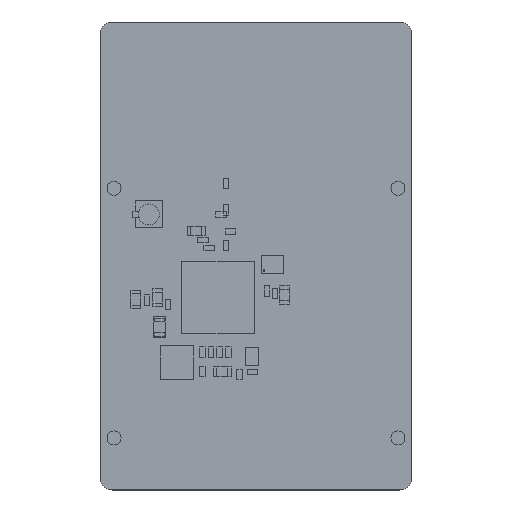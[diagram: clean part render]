
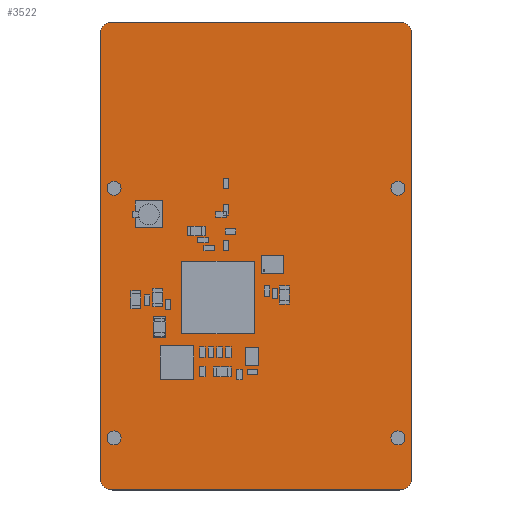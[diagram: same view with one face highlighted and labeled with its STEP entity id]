
A CAD part, top view. The second image highlights one B-rep face of the part: STEP entity #3522.
In plain terms, the highlighted planar face has unit normal (0, 0, 1).
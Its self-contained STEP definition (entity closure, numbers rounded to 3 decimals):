
#655=FACE_BOUND('',#897,.T.);
#656=FACE_BOUND('',#898,.T.);
#657=FACE_BOUND('',#899,.T.);
#658=FACE_BOUND('',#900,.T.);
#659=CIRCLE('',#4008,1.198);
#661=CIRCLE('',#4012,1.198);
#663=CIRCLE('',#4016,1.198);
#665=CIRCLE('',#4020,1.198);
#667=CIRCLE('',#4023,0.675);
#670=CIRCLE('',#4026,0.675);
#671=CIRCLE('',#4028,0.675);
#674=CIRCLE('',#4031,0.675);
#675=CIRCLE('',#4033,0.675);
#678=CIRCLE('',#4036,0.675);
#679=CIRCLE('',#4038,0.675);
#682=CIRCLE('',#4041,0.675);
#709=FACE_OUTER_BOUND('',#896,.T.);
#896=EDGE_LOOP('',(#2589,#2590,#2591,#2592,#2593,#2594,#2595,#2596));
#897=EDGE_LOOP('',(#2597,#2598));
#898=EDGE_LOOP('',(#2599,#2600));
#899=EDGE_LOOP('',(#2601,#2602));
#900=EDGE_LOOP('',(#2603,#2604));
#1071=LINE('',#5724,#1452);
#1075=LINE('',#5736,#1456);
#1079=LINE('',#5748,#1460);
#1083=LINE('',#5760,#1464);
#1452=VECTOR('',#4455,1.);
#1456=VECTOR('',#4467,1.);
#1460=VECTOR('',#4479,1.);
#1464=VECTOR('',#4491,1.);
#1833=VERTEX_POINT('',#5721);
#1834=VERTEX_POINT('',#5723);
#1836=VERTEX_POINT('',#5729);
#1838=VERTEX_POINT('',#5735);
#1840=VERTEX_POINT('',#5741);
#1842=VERTEX_POINT('',#5747);
#1844=VERTEX_POINT('',#5753);
#1846=VERTEX_POINT('',#5759);
#1848=VERTEX_POINT('',#5768);
#1849=VERTEX_POINT('',#5769);
#1852=VERTEX_POINT('',#5778);
#1853=VERTEX_POINT('',#5779);
#1856=VERTEX_POINT('',#5788);
#1857=VERTEX_POINT('',#5789);
#1860=VERTEX_POINT('',#5798);
#1861=VERTEX_POINT('',#5799);
#2109=EDGE_CURVE('',#1833,#1834,#1071,.T.);
#2112=EDGE_CURVE('',#1834,#1836,#659,.T.);
#2115=EDGE_CURVE('',#1836,#1838,#1075,.T.);
#2118=EDGE_CURVE('',#1838,#1840,#661,.T.);
#2121=EDGE_CURVE('',#1840,#1842,#1079,.T.);
#2124=EDGE_CURVE('',#1842,#1844,#663,.T.);
#2127=EDGE_CURVE('',#1844,#1846,#1083,.T.);
#2130=EDGE_CURVE('',#1846,#1833,#665,.T.);
#2132=EDGE_CURVE('',#1848,#1849,#667,.T.);
#2136=EDGE_CURVE('',#1849,#1848,#670,.T.);
#2137=EDGE_CURVE('',#1852,#1853,#671,.T.);
#2141=EDGE_CURVE('',#1853,#1852,#674,.T.);
#2142=EDGE_CURVE('',#1856,#1857,#675,.T.);
#2146=EDGE_CURVE('',#1857,#1856,#678,.T.);
#2147=EDGE_CURVE('',#1860,#1861,#679,.T.);
#2151=EDGE_CURVE('',#1861,#1860,#682,.T.);
#2589=ORIENTED_EDGE('',*,*,#2109,.F.);
#2590=ORIENTED_EDGE('',*,*,#2130,.F.);
#2591=ORIENTED_EDGE('',*,*,#2127,.F.);
#2592=ORIENTED_EDGE('',*,*,#2124,.F.);
#2593=ORIENTED_EDGE('',*,*,#2121,.F.);
#2594=ORIENTED_EDGE('',*,*,#2118,.F.);
#2595=ORIENTED_EDGE('',*,*,#2115,.F.);
#2596=ORIENTED_EDGE('',*,*,#2112,.F.);
#2597=ORIENTED_EDGE('',*,*,#2132,.F.);
#2598=ORIENTED_EDGE('',*,*,#2136,.F.);
#2599=ORIENTED_EDGE('',*,*,#2137,.F.);
#2600=ORIENTED_EDGE('',*,*,#2141,.F.);
#2601=ORIENTED_EDGE('',*,*,#2142,.F.);
#2602=ORIENTED_EDGE('',*,*,#2146,.F.);
#2603=ORIENTED_EDGE('',*,*,#2147,.F.);
#2604=ORIENTED_EDGE('',*,*,#2151,.F.);
#3340=PLANE('',#4043);
#3522=ADVANCED_FACE('',(#709,#655,#656,#657,#658),#3340,.T.);
#4008=AXIS2_PLACEMENT_3D('',#5730,#4460,#4461);
#4012=AXIS2_PLACEMENT_3D('',#5742,#4472,#4473);
#4016=AXIS2_PLACEMENT_3D('',#5754,#4484,#4485);
#4020=AXIS2_PLACEMENT_3D('',#5765,#4496,#4497);
#4023=AXIS2_PLACEMENT_3D('',#5770,#4502,#4503);
#4026=AXIS2_PLACEMENT_3D('',#5776,#4509,#4510);
#4028=AXIS2_PLACEMENT_3D('',#5780,#4513,#4514);
#4031=AXIS2_PLACEMENT_3D('',#5786,#4520,#4521);
#4033=AXIS2_PLACEMENT_3D('',#5790,#4524,#4525);
#4036=AXIS2_PLACEMENT_3D('',#5796,#4531,#4532);
#4038=AXIS2_PLACEMENT_3D('',#5800,#4535,#4536);
#4041=AXIS2_PLACEMENT_3D('',#5806,#4542,#4543);
#4043=AXIS2_PLACEMENT_3D('',#5808,#4546,#4547);
#4455=DIRECTION('',(0.,1.,0.));
#4460=DIRECTION('center_axis',(0.,0.,-1.));
#4461=DIRECTION('ref_axis',(-1.,-0.001,0.));
#4467=DIRECTION('',(1.,0.,0.));
#4472=DIRECTION('center_axis',(0.,0.,-1.));
#4473=DIRECTION('ref_axis',(-0.001,1.,0.));
#4479=DIRECTION('',(0.,-1.,0.));
#4484=DIRECTION('center_axis',(0.,0.,-1.));
#4485=DIRECTION('ref_axis',(1.,0.001,0.));
#4491=DIRECTION('',(-1.,0.,0.));
#4496=DIRECTION('center_axis',(0.,0.,-1.));
#4497=DIRECTION('ref_axis',(0.001,-1.,0.));
#4502=DIRECTION('center_axis',(0.,0.,1.));
#4503=DIRECTION('ref_axis',(1.,0.,0.));
#4509=DIRECTION('center_axis',(0.,0.,1.));
#4510=DIRECTION('ref_axis',(1.,0.,0.));
#4513=DIRECTION('center_axis',(0.,0.,1.));
#4514=DIRECTION('ref_axis',(1.,0.,0.));
#4520=DIRECTION('center_axis',(0.,0.,1.));
#4521=DIRECTION('ref_axis',(1.,0.,0.));
#4524=DIRECTION('center_axis',(0.,0.,1.));
#4525=DIRECTION('ref_axis',(1.,0.,0.));
#4531=DIRECTION('center_axis',(0.,0.,1.));
#4532=DIRECTION('ref_axis',(1.,0.,0.));
#4535=DIRECTION('center_axis',(0.,0.,1.));
#4536=DIRECTION('ref_axis',(1.,0.,0.));
#4542=DIRECTION('center_axis',(0.,0.,1.));
#4543=DIRECTION('ref_axis',(1.,0.,0.));
#4546=DIRECTION('center_axis',(0.,0.,1.));
#4547=DIRECTION('ref_axis',(1.,0.,0.));
#5721=CARTESIAN_POINT('',(0.,1.2,0.));
#5723=CARTESIAN_POINT('',(0.,43.8,0.));
#5724=CARTESIAN_POINT('',(0.,1.2,0.));
#5729=CARTESIAN_POINT('',(1.2,45.,0.));
#5730=CARTESIAN_POINT('Origin',(1.198,43.802,0.));
#5735=CARTESIAN_POINT('',(28.8,45.,0.));
#5736=CARTESIAN_POINT('',(1.2,45.,0.));
#5741=CARTESIAN_POINT('',(30.,43.8,0.));
#5742=CARTESIAN_POINT('Origin',(28.802,43.802,0.));
#5747=CARTESIAN_POINT('',(30.,1.2,0.));
#5748=CARTESIAN_POINT('',(30.,43.8,0.));
#5753=CARTESIAN_POINT('',(28.8,0.,0.));
#5754=CARTESIAN_POINT('Origin',(28.802,1.198,0.));
#5759=CARTESIAN_POINT('',(1.2,0.,0.));
#5760=CARTESIAN_POINT('',(28.8,0.,0.));
#5765=CARTESIAN_POINT('Origin',(1.198,1.198,0.));
#5768=CARTESIAN_POINT('',(2.023,5.,0.));
#5769=CARTESIAN_POINT('',(0.673,5.,0.));
#5770=CARTESIAN_POINT('Origin',(1.348,5.,0.));
#5776=CARTESIAN_POINT('Origin',(1.348,5.,0.));
#5778=CARTESIAN_POINT('',(2.023,29.,0.));
#5779=CARTESIAN_POINT('',(0.673,29.,0.));
#5780=CARTESIAN_POINT('Origin',(1.348,29.,0.));
#5786=CARTESIAN_POINT('Origin',(1.348,29.,0.));
#5788=CARTESIAN_POINT('',(29.327,5.,0.));
#5789=CARTESIAN_POINT('',(27.977,5.,0.));
#5790=CARTESIAN_POINT('Origin',(28.652,5.,0.));
#5796=CARTESIAN_POINT('Origin',(28.652,5.,0.));
#5798=CARTESIAN_POINT('',(29.327,29.,0.));
#5799=CARTESIAN_POINT('',(27.977,29.,0.));
#5800=CARTESIAN_POINT('Origin',(28.652,29.,0.));
#5806=CARTESIAN_POINT('Origin',(28.652,29.,0.));
#5808=CARTESIAN_POINT('Origin',(0.,1.2,0.));
